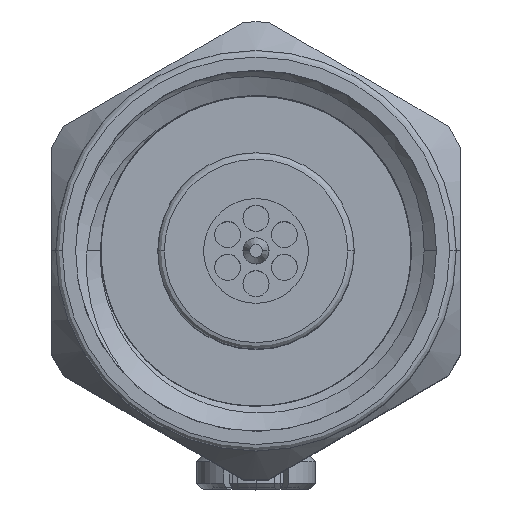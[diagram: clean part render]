
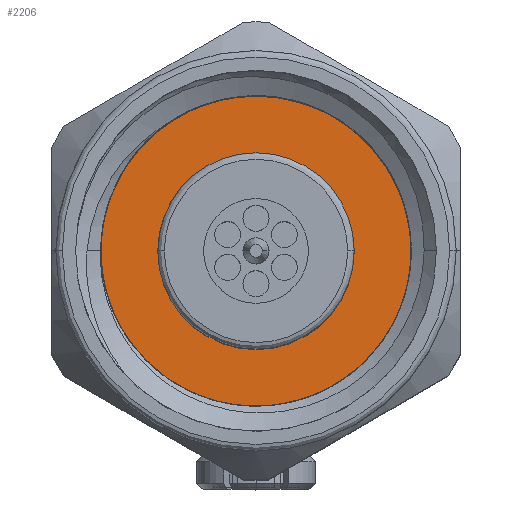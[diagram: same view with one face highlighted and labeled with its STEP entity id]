
A CAD part, top view. The second image highlights one B-rep face of the part: STEP entity #2206.
In plain terms, the highlighted face is planar.
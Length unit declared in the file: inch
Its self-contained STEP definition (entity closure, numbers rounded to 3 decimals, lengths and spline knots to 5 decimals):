
#1125 = VERTEX_POINT ( 'NONE', #7003 ) ;
#2024 = CIRCLE ( 'NONE', #8709, 0.1378 ) ;
#2100 = PLANE ( 'NONE',  #7108 ) ;
#2110 = VERTEX_POINT ( 'NONE', #5283 ) ;
#2206 = ADVANCED_FACE ( 'NONE', ( #6222 ), #2100, .T. ) ;
#2768 = ORIENTED_EDGE ( 'NONE', *, *, #5934, .T. ) ;
#2980 = ORIENTED_EDGE ( 'NONE', *, *, #8165, .T. ) ;
#3572 = CARTESIAN_POINT ( 'NONE',  ( 0.3, 0., 0. ) ) ;
#3662 = CARTESIAN_POINT ( 'NONE',  ( 0.3, 0., 0. ) ) ;
#4254 = EDGE_LOOP ( 'NONE', ( #2768, #2980 ) ) ;
#4542 = DIRECTION ( 'NONE',  ( 0., 0., 1. ) ) ;
#5283 = CARTESIAN_POINT ( 'NONE',  ( 0.3, 0., 0.1378 ) ) ;
#5454 = CARTESIAN_POINT ( 'NONE',  ( 0.3, 0., 0. ) ) ;
#5934 = EDGE_CURVE ( 'NONE', #2110, #1125, #9416, .T. ) ;
#6133 = DIRECTION ( 'NONE',  ( -1., 0., 0. ) ) ;
#6222 = FACE_OUTER_BOUND ( 'NONE', #4254, .T. ) ;
#6920 = DIRECTION ( 'NONE',  ( -1., 0., 0. ) ) ;
#7003 = CARTESIAN_POINT ( 'NONE',  ( 0.3, 0., -0.1378 ) ) ;
#7108 = AXIS2_PLACEMENT_3D ( 'NONE', #5454, #7821, #8695 ) ;
#7821 = DIRECTION ( 'NONE',  ( -1., 0., 0. ) ) ;
#8165 = EDGE_CURVE ( 'NONE', #1125, #2110, #2024, .T. ) ;
#8695 = DIRECTION ( 'NONE',  ( 0., 0., 1. ) ) ;
#8709 = AXIS2_PLACEMENT_3D ( 'NONE', #3572, #6920, #10120 ) ;
#8728 = AXIS2_PLACEMENT_3D ( 'NONE', #3662, #6133, #4542 ) ;
#9416 = CIRCLE ( 'NONE', #8728, 0.1378 ) ;
#10120 = DIRECTION ( 'NONE',  ( 0., 0., 1. ) ) ;
